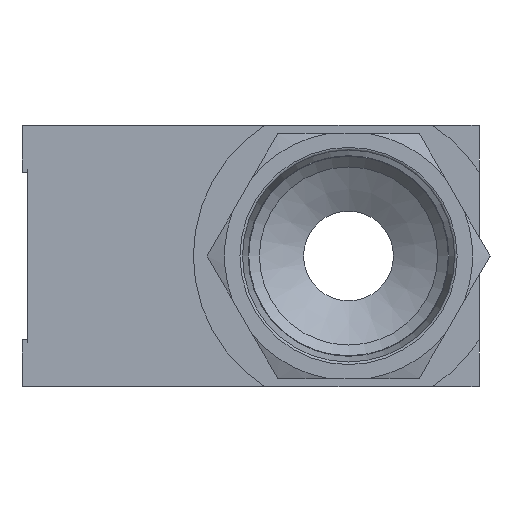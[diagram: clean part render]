
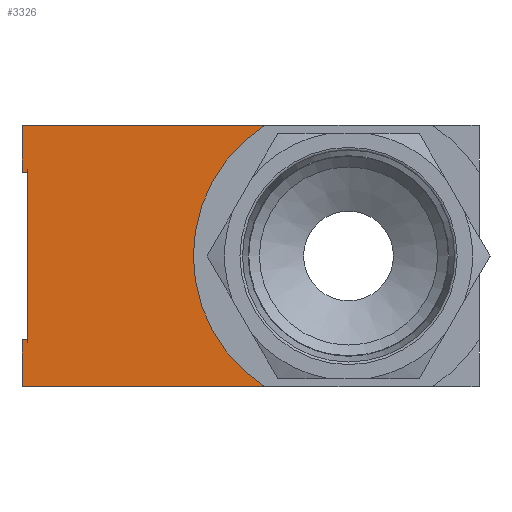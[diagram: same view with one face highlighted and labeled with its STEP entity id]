
A CAD part, left-side view. The second image highlights one B-rep face of the part: STEP entity #3326.
In plain terms, the highlighted planar face has unit normal (-1, 0, 0).
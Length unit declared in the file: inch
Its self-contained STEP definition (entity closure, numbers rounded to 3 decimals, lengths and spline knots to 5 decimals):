
#2743=CARTESIAN_POINT('',(-0.5,1.75,0.5));
#2744=VERTEX_POINT('',#2743);
#2751=CARTESIAN_POINT('',(-0.5,0.82068,0.5));
#2752=VERTEX_POINT('',#2751);
#2753=CARTESIAN_POINT('',(-0.5,0.82068,0.5));
#2754=DIRECTION('',(0.0,1.0,0.0));
#2755=VECTOR('',#2754,0.92932);
#2756=LINE('',#2753,#2755);
#2757=EDGE_CURVE('',#2752,#2744,#2756,.T.);
#3053=CARTESIAN_POINT('',(-0.5,1.73,-0.32068));
#3054=VERTEX_POINT('',#3053);
#3062=CARTESIAN_POINT('',(-0.5,1.73,0.32068));
#3063=VERTEX_POINT('',#3062);
#3064=CARTESIAN_POINT('',(-0.5,1.73,0.32068));
#3065=DIRECTION('',(0.0,0.0,-1.0));
#3066=VECTOR('',#3065,0.64136);
#3067=LINE('',#3064,#3066);
#3068=EDGE_CURVE('',#3063,#3054,#3067,.T.);
#3168=CARTESIAN_POINT('',(-0.5,1.75,-0.32068));
#3169=VERTEX_POINT('',#3168);
#3170=CARTESIAN_POINT('',(-0.5,1.73,-0.32068));
#3171=DIRECTION('',(0.0,1.0,0.0));
#3172=VECTOR('',#3171,0.02);
#3173=LINE('',#3170,#3172);
#3174=EDGE_CURVE('',#3054,#3169,#3173,.T.);
#3202=CARTESIAN_POINT('',(-0.5,1.75,0.32068));
#3203=VERTEX_POINT('',#3202);
#3204=CARTESIAN_POINT('',(-0.5,1.75,0.32068));
#3205=DIRECTION('',(0.0,-1.0,0.0));
#3206=VECTOR('',#3205,0.02);
#3207=LINE('',#3204,#3206);
#3208=EDGE_CURVE('',#3203,#3063,#3207,.T.);
#3286=CARTESIAN_POINT('',(-0.5,0.0,0.0));
#3287=DIRECTION('',(-1.0,0.0,0.0));
#3288=DIRECTION('',(0.0,0.0,1.0));
#3289=AXIS2_PLACEMENT_3D('',#3286,#3287,#3288);
#3290=PLANE('',#3289);
#3291=ORIENTED_EDGE('',*,*,#3208,.T.);
#3292=ORIENTED_EDGE('',*,*,#3068,.T.);
#3293=ORIENTED_EDGE('',*,*,#3174,.T.);
#3294=CARTESIAN_POINT('',(-0.5,1.75,-0.5));
#3295=VERTEX_POINT('',#3294);
#3296=CARTESIAN_POINT('',(-0.5,1.75,-0.5));
#3297=DIRECTION('',(0.0,0.0,1.0));
#3298=VECTOR('',#3297,0.17932);
#3299=LINE('',#3296,#3298);
#3300=EDGE_CURVE('',#3295,#3169,#3299,.T.);
#3301=ORIENTED_EDGE('',*,*,#3300,.F.);
#3302=CARTESIAN_POINT('',(-0.5,0.82068,-0.5));
#3303=VERTEX_POINT('',#3302);
#3304=CARTESIAN_POINT('',(-0.5,1.75,-0.5));
#3305=DIRECTION('',(0.0,-1.0,0.0));
#3306=VECTOR('',#3305,0.92932);
#3307=LINE('',#3304,#3306);
#3308=EDGE_CURVE('',#3295,#3303,#3307,.T.);
#3309=ORIENTED_EDGE('',*,*,#3308,.T.);
#3310=CARTESIAN_POINT('',(-0.5,0.5,0.0));
#3311=DIRECTION('',(1.0,0.0,0.0));
#3312=DIRECTION('',(0.0,0.0,-1.0));
#3313=AXIS2_PLACEMENT_3D('',#3310,#3311,#3312);
#3314=CIRCLE('',#3313,0.594);
#3315=EDGE_CURVE('',#3303,#2752,#3314,.T.);
#3316=ORIENTED_EDGE('',*,*,#3315,.T.);
#3317=ORIENTED_EDGE('',*,*,#2757,.T.);
#3318=CARTESIAN_POINT('',(-0.5,1.75,0.32068));
#3319=DIRECTION('',(0.0,0.0,1.0));
#3320=VECTOR('',#3319,0.17932);
#3321=LINE('',#3318,#3320);
#3322=EDGE_CURVE('',#3203,#2744,#3321,.T.);
#3323=ORIENTED_EDGE('',*,*,#3322,.F.);
#3324=EDGE_LOOP('',(#3291,#3292,#3293,#3301,#3309,#3316,#3317,#3323));
#3325=FACE_OUTER_BOUND('',#3324,.T.);
#3326=ADVANCED_FACE('',(#3325),#3290,.T.);
